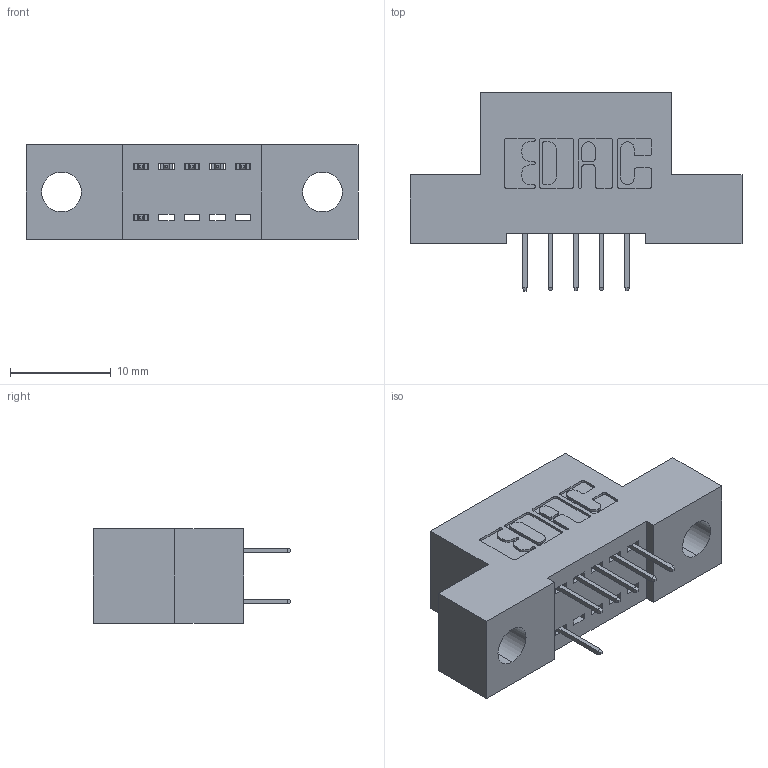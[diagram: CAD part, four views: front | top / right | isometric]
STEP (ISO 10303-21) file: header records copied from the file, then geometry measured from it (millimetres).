
FILE_DESCRIPTION (( 'STEP AP203' ), '1' );
FILE_NAME ('392-010-524-204.STEP', '2018-08-14T20:22:59', ( '' ), ( '' ), 'SwSTEP 2.0', 'SolidWorks 2016', '' );
FILE_SCHEMA (( 'CONFIG_CONTROL_DESIGN' ));
Length unit declared in the file: inch
Products named in the file (3): 342 Part_.156 TH; 345-292-001_345-293-124; 392-010-524-204
Assembly tree (7 placements, depth 2):
  392-010-524-204
    342 Part_.156 TH
    345-292-001_345-293-124  x6
Bounding box: 33.02 x 19.69 x 9.4 mm (x, y, z)
Volume: 2659.6 mm3; surface area: 3019.1 mm2
Topology: 7 solids, 7 shells, 470 faces, 1337 edges, 866 vertices
Faces by surface type: plane 342, cylinder 128
Entity records: 7819 total; most frequent: CARTESIAN_POINT 1354, ORIENTED_EDGE 1294, DIRECTION 1219, EDGE_CURVE 647, VECTOR 523, LINE 523, VERTEX_POINT 426, AXIS2_PLACEMENT_3D 348
